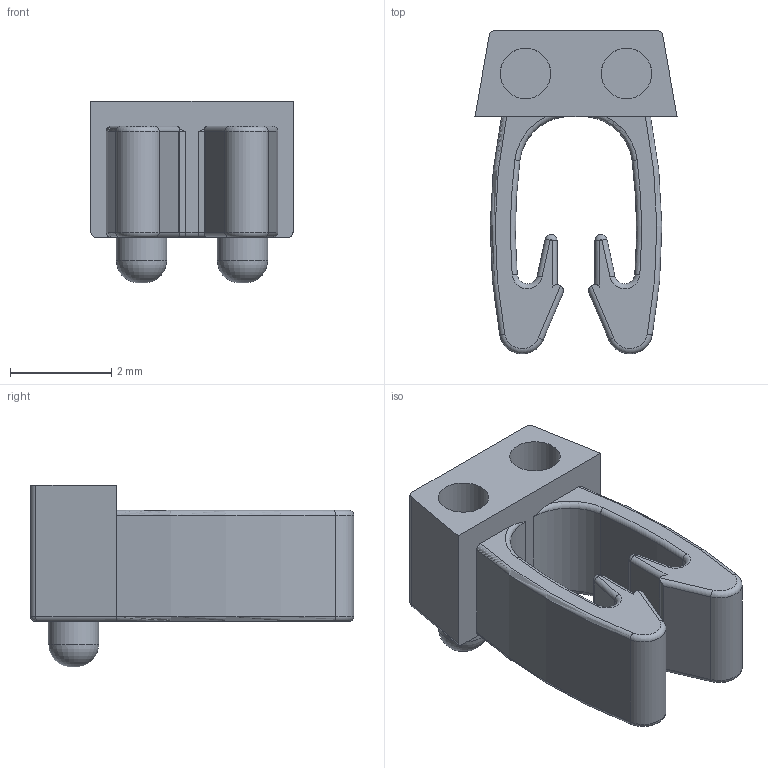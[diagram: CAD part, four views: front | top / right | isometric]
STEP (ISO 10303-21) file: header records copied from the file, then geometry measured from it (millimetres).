
FILE_DESCRIPTION(/* description */ ('Unknown'),/* implementation_level */ '2;1');
FILE_NAME(/* name */ 'ICAB-00_7-C',/* time_stamp */ '2024-11-15T09:24:17-03:00',/* author */ ('Unknown'),/* organization */ ('Unknown'),/* preprocessor_version */ 'ST-DEVELOPER v16.7',/* originating_system */ 'Solid Edge',/* authorisation */ 'Unknown');
FILE_SCHEMA (('AUTOMOTIVE_DESIGN {1 0 10303 214 3 1 1}'));
Length unit declared in the file: millimetre
Products named in the file (1): ICAB-00_7-C_Bloque
Bounding box: 4 x 6.41 x 3.6 mm (x, y, z)
Volume: 31.9 mm3; surface area: 116.7 mm2
Topology: 1 solids, 1 shells, 92 faces, 219 edges, 134 vertices
Faces by surface type: cylinder 36, plane 28, torus 28
Full cylindrical faces by diameter (mm): 1 x4
Entity records: 3293 total; most frequent: CARTESIAN_POINT 500, DIRECTION 471, ORIENTED_EDGE 426, EDGE_CURVE 213, AXIS2_PLACEMENT_3D 197, VERTEX_POINT 134, EDGE_LOOP 103, FACE_BOUND 103
